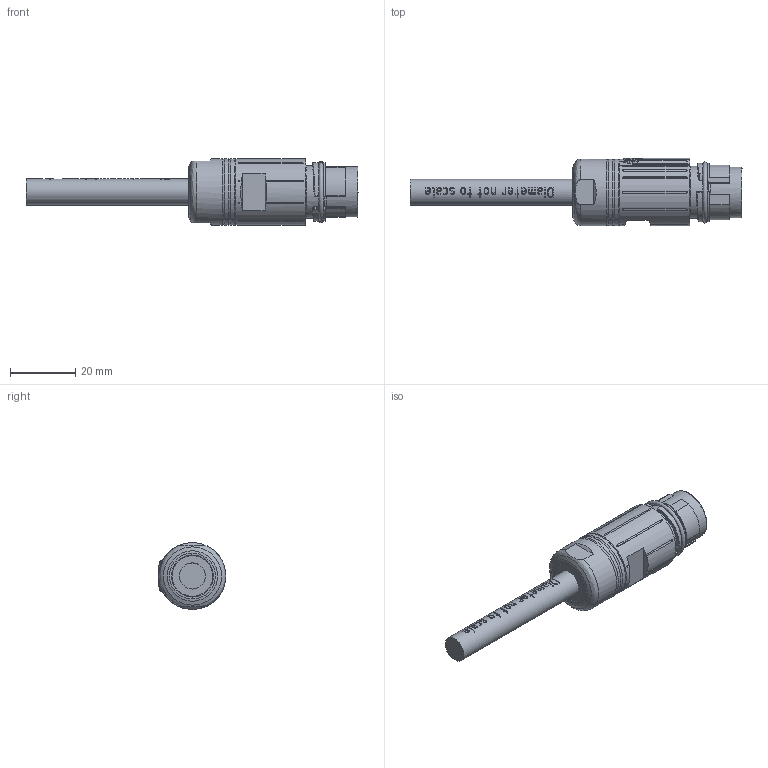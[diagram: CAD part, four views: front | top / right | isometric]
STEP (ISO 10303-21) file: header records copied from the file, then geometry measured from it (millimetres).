
FILE_DESCRIPTION (( 'STEP AP214' ), '1' );
FILE_NAME ('0186-2374_241223_MC01-R!m-as.STEP', '2024-12-23T12:19:42', ( '' ), ( '' ), 'SwSTEP 2.0', 'SolidWorks 2024', '' );
FILE_SCHEMA (( 'AUTOMOTIVE_DESIGN' ));
Length unit declared in the file: millimetre
Products named in the file (3): 0186-2374_241223_MC01-R!m-as; 0150-3130_MC01-R!m; i_Kabelstück
Assembly tree (2 placements, depth 2):
  0186-2374_241223_MC01-R!m-as
    0150-3130_MC01-R!m
    i_Kabelstück
Bounding box: 101.9 x 20.75 x 20.5 mm (x, y, z)
Volume: 2507.6 mm3; surface area: 6653.1 mm2
Topology: 1 solids, 3 shells, 991 faces, 2613 edges, 1651 vertices
Faces by surface type: bspline 489, plane 260, cylinder 165, torus 38, cone 27, sphere 12
Full cylindrical faces by diameter (mm): 0.6 x5, 1 x4, 1.1 x5, 1.15 x5, 1.2 x3, 2.1 x4, 3.2 x3, 8 x1, 14.2 x1, 15.54 x1, 16 x1, 19.9 x1, 20.5 x3
Entity records: 84890 total; most frequent: CARTESIAN_POINT 54727, ORIENTED_EDGE 4760, DIRECTION 2480, EDGE_CURVE 2380, VERTEX_POINT 1551, B_SPLINE_CURVE_WITH_KNOTS 1151, EDGE_LOOP 1141, FACE_OUTER_BOUND 1055
